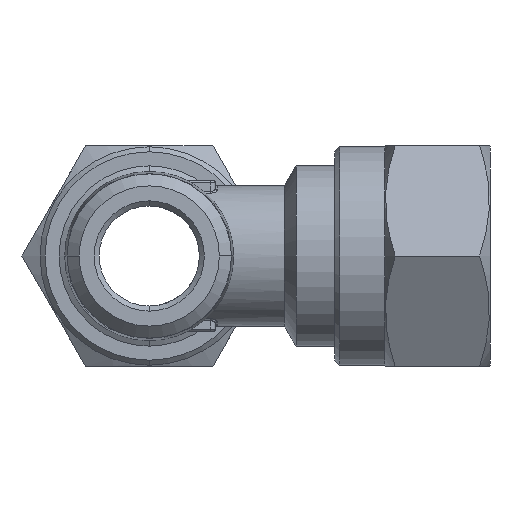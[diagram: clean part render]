
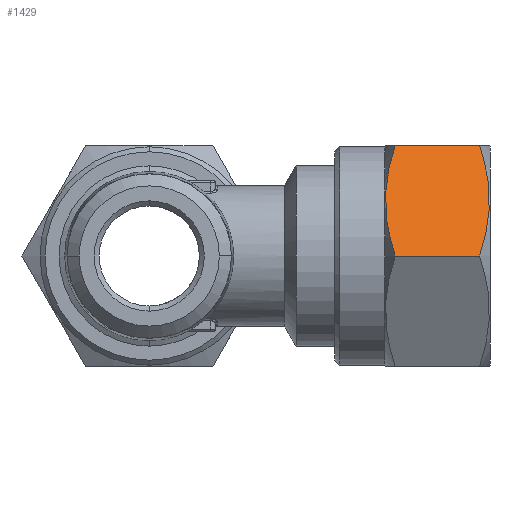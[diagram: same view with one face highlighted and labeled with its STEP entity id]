
A CAD part, front view. The second image highlights one B-rep face of the part: STEP entity #1429.
In plain terms, the highlighted planar face has unit normal (0, -0.866, 0.5).
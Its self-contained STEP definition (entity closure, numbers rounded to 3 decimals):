
#97 = CARTESIAN_POINT ( 'NONE',  ( 24.553, -12.702, 0. ) ) ;
#98 = CARTESIAN_POINT ( 'NONE',  ( 24.253, -12.183, 0.898 ) ) ;
#99 = CARTESIAN_POINT ( 'NONE',  ( 24.007, -11.661, 1.803 ) ) ;
#100 = CARTESIAN_POINT ( 'NONE',  ( 23.665, -10.606, 3.631 ) ) ;
#101 = CARTESIAN_POINT ( 'NONE',  ( 23.571, -10.072, 4.554 ) ) ;
#102 = CARTESIAN_POINT ( 'NONE',  ( 23.57, -9.262, 5.957 ) ) ;
#103 = CARTESIAN_POINT ( 'NONE',  ( 23.593, -8.991, 6.427 ) ) ;
#104 = CARTESIAN_POINT ( 'NONE',  ( 23.682, -8.455, 7.356 ) ) ;
#105 = CARTESIAN_POINT ( 'NONE',  ( 23.749, -8.188, 7.818 ) ) ;
#106 = CARTESIAN_POINT ( 'NONE',  ( 24.006, -7.393, 9.194 ) ) ;
#107 = CARTESIAN_POINT ( 'NONE',  ( 24.253, -6.87, 10.101 ) ) ;
#108 = CARTESIAN_POINT ( 'NONE',  ( 24.553, -6.351, 11. ) ) ;
#253 = PLANE ( 'NONE',  #2624 ) ;
#254 = CARTESIAN_POINT ( 'NONE',  ( 34.012, -6.351, 11. ) ) ;
#255 = DIRECTION ( 'NONE',  ( 0., 0.866, -0.5 ) ) ;
#256 = DIRECTION ( 'NONE',  ( 0., 0.5, 0.866 ) ) ;
#763 = CARTESIAN_POINT ( 'NONE',  ( 24.553, -6.351, 11. ) ) ;
#764 = CARTESIAN_POINT ( 'NONE',  ( 24.553, -12.702, 0. ) ) ;
#775 = CARTESIAN_POINT ( 'NONE',  ( 32.972, -12.702, 0. ) ) ;
#776 = CARTESIAN_POINT ( 'NONE',  ( 32.972, -6.351, 11. ) ) ;
#913 = CARTESIAN_POINT ( 'NONE',  ( 32.972, -6.351, 11. ) ) ;
#914 = CARTESIAN_POINT ( 'NONE',  ( 33.272, -6.869, 10.102 ) ) ;
#915 = CARTESIAN_POINT ( 'NONE',  ( 33.518, -7.392, 9.197 ) ) ;
#916 = CARTESIAN_POINT ( 'NONE',  ( 33.86, -8.447, 7.369 ) ) ;
#917 = CARTESIAN_POINT ( 'NONE',  ( 33.954, -8.98, 6.446 ) ) ;
#918 = CARTESIAN_POINT ( 'NONE',  ( 33.955, -9.79, 5.043 ) ) ;
#919 = CARTESIAN_POINT ( 'NONE',  ( 33.932, -10.061, 4.573 ) ) ;
#920 = CARTESIAN_POINT ( 'NONE',  ( 33.843, -10.598, 3.644 ) ) ;
#921 = CARTESIAN_POINT ( 'NONE',  ( 33.776, -10.864, 3.182 ) ) ;
#922 = CARTESIAN_POINT ( 'NONE',  ( 33.519, -11.659, 1.806 ) ) ;
#923 = CARTESIAN_POINT ( 'NONE',  ( 33.272, -12.183, 0.899 ) ) ;
#924 = CARTESIAN_POINT ( 'NONE',  ( 32.972, -12.702, 0. ) ) ;
#989 = ORIENTED_EDGE ( 'NONE', *, *, #3364, .T. ) ;
#990 = ORIENTED_EDGE ( 'NONE', *, *, #1394, .F. ) ;
#991 = ORIENTED_EDGE ( 'NONE', *, *, #3366, .F. ) ;
#992 = ORIENTED_EDGE ( 'NONE', *, *, #5821, .F. ) ;
#1145 = FACE_OUTER_BOUND ( 'NONE', #2652, .T. ) ;
#1254 = B_SPLINE_CURVE_WITH_KNOTS ( 'NONE', 3,
 ( #97, #98, #99, #100, #101, #102, #103, #104, #105, #106, #107, #108 ),
 .UNSPECIFIED., .F., .F.,
 ( 4, 2, 2, 2, 2, 4 ),
 ( 0., 0.003, 0.006, 0.008, 0.01, 0.013 ),
 .UNSPECIFIED. ) ;
#1394 = EDGE_CURVE ( 'NONE', #4563, #4562, #1254, .T. ) ;
#1429 = ADVANCED_FACE ( 'NONE', ( #1145 ), #253, .F. ) ;
#1949 = B_SPLINE_CURVE_WITH_KNOTS ( 'NONE', 3,
 ( #913, #914, #915, #916, #917, #918, #919, #920, #921, #922, #923, #924 ),
 .UNSPECIFIED., .F., .F.,
 ( 4, 2, 2, 2, 2, 4 ),
 ( 0., 0.003, 0.006, 0.008, 0.01, 0.013 ),
 .UNSPECIFIED. ) ;
#2624 = AXIS2_PLACEMENT_3D ( 'NONE', #254, #255, #256 ) ;
#2652 = EDGE_LOOP ( 'NONE', ( #989, #990, #991, #992 ) ) ;
#3364 = EDGE_CURVE ( 'NONE', #4575, #4562, #3938, .T. ) ;
#3366 = EDGE_CURVE ( 'NONE', #4574, #4563, #3939, .T. ) ;
#3938 = LINE ( 'NONE', #5728, #5321 ) ;
#3939 = LINE ( 'NONE', #5736, #5323 ) ;
#4562 = VERTEX_POINT ( 'NONE', #763 ) ;
#4563 = VERTEX_POINT ( 'NONE', #764 ) ;
#4574 = VERTEX_POINT ( 'NONE', #775 ) ;
#4575 = VERTEX_POINT ( 'NONE', #776 ) ;
#5321 = VECTOR ( 'NONE', #5729, 1000. ) ;
#5323 = VECTOR ( 'NONE', #5737, 1000. ) ;
#5728 = CARTESIAN_POINT ( 'NONE',  ( 34.012, -6.351, 11. ) ) ;
#5729 = DIRECTION ( 'NONE',  ( -1., 0., 0. ) ) ;
#5736 = CARTESIAN_POINT ( 'NONE',  ( 34.012, -12.702, 0. ) ) ;
#5737 = DIRECTION ( 'NONE',  ( -1., 0., 0. ) ) ;
#5821 = EDGE_CURVE ( 'NONE', #4575, #4574, #1949, .T. ) ;
